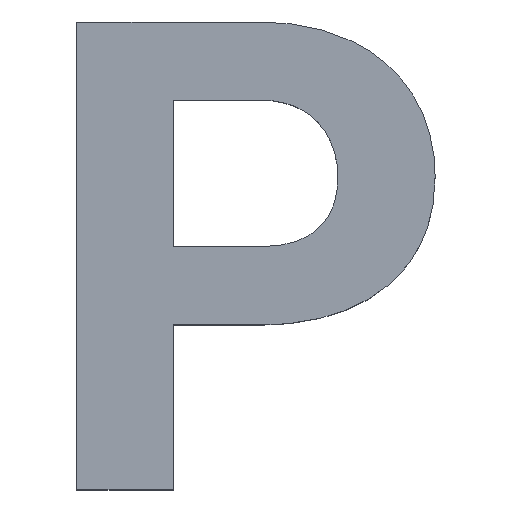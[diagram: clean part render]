
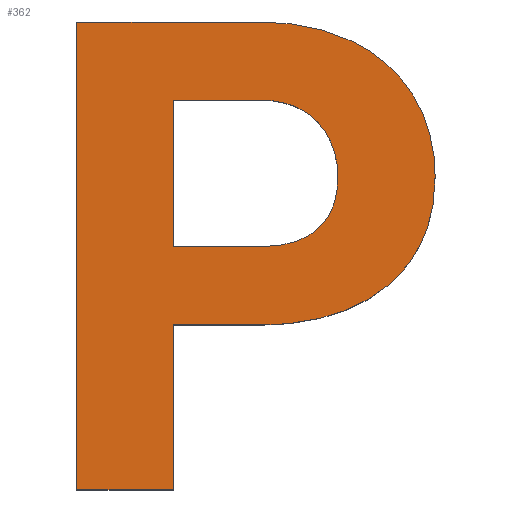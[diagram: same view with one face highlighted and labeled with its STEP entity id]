
A CAD part, top view. The second image highlights one B-rep face of the part: STEP entity #362.
In plain terms, the highlighted planar face has unit normal (0, 0, 1).
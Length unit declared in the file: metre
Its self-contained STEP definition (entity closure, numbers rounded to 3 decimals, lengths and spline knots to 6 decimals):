
#12=CIRCLE('',#380,0.000368);
#14=CIRCLE('',#385,0.000729);
#16=CIRCLE('',#388,0.000678);
#18=CIRCLE('',#391,0.001011);
#24=B_SPLINE_CURVE_WITH_KNOTS('',2,(#507,#508,#509),.UNSPECIFIED.,.F.,.F.,
(3,3),(0.,1.),.PIECEWISE_BEZIER_KNOTS.);
#26=B_SPLINE_CURVE_WITH_KNOTS('',2,(#530,#531,#532),.UNSPECIFIED.,.F.,.F.,
(3,3),(0.,1.),.PIECEWISE_BEZIER_KNOTS.);
#28=B_SPLINE_CURVE_WITH_KNOTS('',2,(#562,#563,#564),.UNSPECIFIED.,.F.,.F.,
(3,3),(0.,1.),.PIECEWISE_BEZIER_KNOTS.);
#30=B_SPLINE_CURVE_WITH_KNOTS('',2,(#579,#580,#581),.UNSPECIFIED.,.F.,.F.,
(3,3),(0.,1.),.PIECEWISE_BEZIER_KNOTS.);
#32=B_SPLINE_CURVE_WITH_KNOTS('',2,(#629,#630,#631),.UNSPECIFIED.,.F.,.F.,
(3,3),(0.,1.),.PIECEWISE_BEZIER_KNOTS.);
#124=ORIENTED_EDGE('',*,*,#160,.F.);
#125=ORIENTED_EDGE('',*,*,#164,.F.);
#126=ORIENTED_EDGE('',*,*,#167,.F.);
#127=ORIENTED_EDGE('',*,*,#170,.F.);
#128=ORIENTED_EDGE('',*,*,#173,.F.);
#129=ORIENTED_EDGE('',*,*,#176,.F.);
#130=ORIENTED_EDGE('',*,*,#179,.F.);
#131=ORIENTED_EDGE('',*,*,#182,.F.);
#132=ORIENTED_EDGE('',*,*,#185,.F.);
#133=ORIENTED_EDGE('',*,*,#188,.F.);
#134=ORIENTED_EDGE('',*,*,#141,.F.);
#135=ORIENTED_EDGE('',*,*,#145,.F.);
#136=ORIENTED_EDGE('',*,*,#148,.F.);
#137=ORIENTED_EDGE('',*,*,#151,.F.);
#138=ORIENTED_EDGE('',*,*,#154,.F.);
#139=ORIENTED_EDGE('',*,*,#157,.F.);
#140=ORIENTED_EDGE('',*,*,#190,.F.);
#141=EDGE_CURVE('',#192,#193,#226,.T.);
#145=EDGE_CURVE('',#196,#192,#230,.T.);
#148=EDGE_CURVE('',#198,#196,#233,.T.);
#151=EDGE_CURVE('',#200,#198,#24,.T.);
#154=EDGE_CURVE('',#202,#200,#12,.T.);
#157=EDGE_CURVE('',#204,#202,#26,.T.);
#160=EDGE_CURVE('',#206,#207,#239,.T.);
#164=EDGE_CURVE('',#210,#206,#243,.T.);
#167=EDGE_CURVE('',#212,#210,#28,.T.);
#170=EDGE_CURVE('',#214,#212,#30,.T.);
#173=EDGE_CURVE('',#216,#214,#14,.F.);
#176=EDGE_CURVE('',#218,#216,#16,.F.);
#179=EDGE_CURVE('',#220,#218,#18,.F.);
#182=EDGE_CURVE('',#222,#220,#251,.T.);
#185=EDGE_CURVE('',#224,#222,#254,.T.);
#188=EDGE_CURVE('',#207,#224,#257,.T.);
#190=EDGE_CURVE('',#193,#204,#32,.T.);
#192=VERTEX_POINT('',#480);
#193=VERTEX_POINT('',#481);
#196=VERTEX_POINT('',#489);
#198=VERTEX_POINT('',#495);
#200=VERTEX_POINT('',#510);
#202=VERTEX_POINT('',#518);
#204=VERTEX_POINT('',#533);
#206=VERTEX_POINT('',#541);
#207=VERTEX_POINT('',#542);
#210=VERTEX_POINT('',#550);
#212=VERTEX_POINT('',#565);
#214=VERTEX_POINT('',#582);
#216=VERTEX_POINT('',#590);
#218=VERTEX_POINT('',#596);
#220=VERTEX_POINT('',#602);
#222=VERTEX_POINT('',#608);
#224=VERTEX_POINT('',#614);
#226=LINE('',#479,#259);
#230=LINE('',#488,#263);
#233=LINE('',#494,#266);
#239=LINE('',#540,#272);
#243=LINE('',#549,#276);
#251=LINE('',#607,#284);
#254=LINE('',#613,#287);
#257=LINE('',#619,#290);
#259=VECTOR('',#402,1.);
#263=VECTOR('',#408,1.);
#266=VECTOR('',#413,1.);
#272=VECTOR('',#427,1.);
#276=VECTOR('',#433,1.);
#284=VECTOR('',#461,1.);
#287=VECTOR('',#466,1.);
#290=VECTOR('',#471,1.);
#311=EDGE_LOOP('',(#124,#125,#126,#127,#128,#129,#130,#131,#132,#133));
#312=EDGE_LOOP('',(#134,#135,#136,#137,#138,#139,#140));
#332=FACE_BOUND('',#311,.T.);
#333=FACE_BOUND('',#312,.T.);
#343=PLANE('',#397);
#362=ADVANCED_FACE('',(#332,#333),#343,.T.);
#380=AXIS2_PLACEMENT_3D('',#517,#419,#420);
#385=AXIS2_PLACEMENT_3D('',#589,#440,#441);
#388=AXIS2_PLACEMENT_3D('',#595,#447,#448);
#391=AXIS2_PLACEMENT_3D('',#601,#454,#455);
#397=AXIS2_PLACEMENT_3D('',#636,#475,#476);
#402=DIRECTION('',(1.,0.,0.));
#408=DIRECTION('',(0.,-1.,0.));
#413=DIRECTION('',(-1.,0.,0.));
#419=DIRECTION('',(0.,0.,1.));
#420=DIRECTION('',(1.,0.,0.));
#427=DIRECTION('',(0.,-1.,0.));
#433=DIRECTION('',(-1.,0.,0.));
#440=DIRECTION('',(0.,0.,1.));
#441=DIRECTION('',(1.,0.,0.));
#447=DIRECTION('',(0.,0.,1.));
#448=DIRECTION('',(1.,0.,0.));
#454=DIRECTION('',(0.,0.,1.));
#455=DIRECTION('',(1.,0.,0.));
#461=DIRECTION('',(1.,0.,0.));
#466=DIRECTION('',(0.,1.,0.));
#471=DIRECTION('',(-1.,0.,0.));
#475=DIRECTION('',(0.,0.,1.));
#476=DIRECTION('',(1.,0.,0.));
#479=CARTESIAN_POINT('',(0.028816,-0.025049,0.0095));
#480=CARTESIAN_POINT('',(0.028611,-0.025049,0.0095));
#481=CARTESIAN_POINT('',(0.029022,-0.025049,0.0095));
#488=CARTESIAN_POINT('',(0.028611,-0.024699,0.0095));
#489=CARTESIAN_POINT('',(0.028611,-0.024348,0.0095));
#494=CARTESIAN_POINT('',(0.028822,-0.024348,0.0095));
#495=CARTESIAN_POINT('',(0.029033,-0.024348,0.0095));
#507=CARTESIAN_POINT('',(0.0293,-0.024453,0.0095));
#508=CARTESIAN_POINT('',(0.029203,-0.024352,0.0095));
#509=CARTESIAN_POINT('',(0.029033,-0.024348,0.0095));
#510=CARTESIAN_POINT('',(0.0293,-0.024453,0.0095));
#517=CARTESIAN_POINT('',(0.029028,-0.0247,0.0095));
#518=CARTESIAN_POINT('',(0.029396,-0.024718,0.0095));
#530=CARTESIAN_POINT('',(0.029301,-0.024964,0.0095));
#531=CARTESIAN_POINT('',(0.029396,-0.024878,0.0095));
#532=CARTESIAN_POINT('',(0.029396,-0.024718,0.0095));
#533=CARTESIAN_POINT('',(0.029301,-0.024964,0.0095));
#540=CARTESIAN_POINT('',(0.028611,-0.025816,0.0095));
#541=CARTESIAN_POINT('',(0.028611,-0.025423,0.0095));
#542=CARTESIAN_POINT('',(0.028611,-0.02621,0.0095));
#549=CARTESIAN_POINT('',(0.028813,-0.025423,0.0095));
#550=CARTESIAN_POINT('',(0.029015,-0.025423,0.0095));
#562=CARTESIAN_POINT('',(0.029637,-0.025233,0.0095));
#563=CARTESIAN_POINT('',(0.029412,-0.025423,0.0095));
#564=CARTESIAN_POINT('',(0.029015,-0.025423,0.0095));
#565=CARTESIAN_POINT('',(0.029637,-0.025233,0.0095));
#579=CARTESIAN_POINT('',(0.029861,-0.024715,0.0095));
#580=CARTESIAN_POINT('',(0.029861,-0.025044,0.0095));
#581=CARTESIAN_POINT('',(0.029637,-0.025233,0.0095));
#582=CARTESIAN_POINT('',(0.029861,-0.024715,0.0095));
#589=CARTESIAN_POINT('',(0.029132,-0.024701,0.0095));
#590=CARTESIAN_POINT('',(0.029759,-0.024329,0.0095));
#595=CARTESIAN_POINT('',(0.029181,-0.024684,0.0095));
#596=CARTESIAN_POINT('',(0.029465,-0.024068,0.0095));
#601=CARTESIAN_POINT('',(0.029046,-0.024987,0.0095));
#602=CARTESIAN_POINT('',(0.029022,-0.023976,0.0095));
#607=CARTESIAN_POINT('',(0.028586,-0.023976,0.0095));
#608=CARTESIAN_POINT('',(0.02815,-0.023976,0.0095));
#613=CARTESIAN_POINT('',(0.02815,-0.025093,0.0095));
#614=CARTESIAN_POINT('',(0.02815,-0.02621,0.0095));
#619=CARTESIAN_POINT('',(0.028381,-0.02621,0.0095));
#629=CARTESIAN_POINT('',(0.029022,-0.025049,0.0095));
#630=CARTESIAN_POINT('',(0.029205,-0.025049,0.0095));
#631=CARTESIAN_POINT('',(0.029301,-0.024964,0.0095));
#636=CARTESIAN_POINT('',(0.104891,-0.015824,0.0095));
